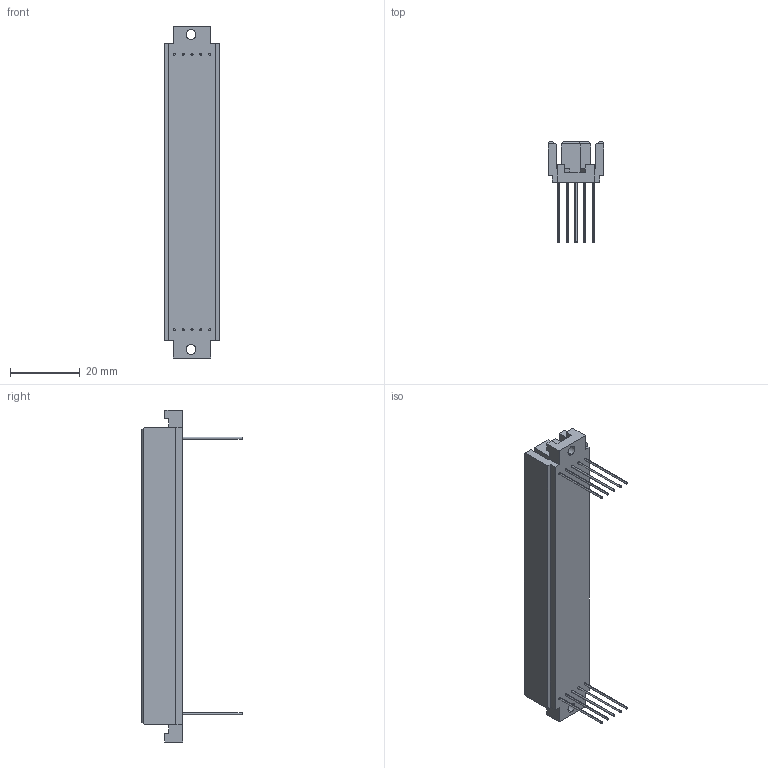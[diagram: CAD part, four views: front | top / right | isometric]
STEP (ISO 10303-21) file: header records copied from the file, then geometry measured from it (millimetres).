
FILE_DESCRIPTION (( 'STEP AP214' ), '1' );
FILE_NAME ('User Library-0202_DIN_har-bus_64_straight_female_160_pole_17.STEP', '2018-08-31T16:26:00', ( '' ), ( '' ), 'SwSTEP 2.0', 'SolidWorks 2018', '' );
FILE_SCHEMA (( 'AUTOMOTIVE_DESIGN' ));
Length unit declared in the file: millimetre
Products named in the file (1): User Library-0202_DIN_har-bus_64_straight_female_160_pole_17
Bounding box: 16 x 28.6 x 94.9 mm (x, y, z)
Volume: 13726.9 mm3; surface area: 8145.2 mm2
Topology: 1 solids, 1 shells, 130 faces, 322 edges, 210 vertices
Faces by surface type: plane 106, cylinder 24
Entity records: 4174 total; most frequent: CARTESIAN_POINT 663, ORIENTED_EDGE 644, DIRECTION 632, EDGE_CURVE 322, VECTOR 274, LINE 274, VERTEX_POINT 210, AXIS2_PLACEMENT_3D 179
